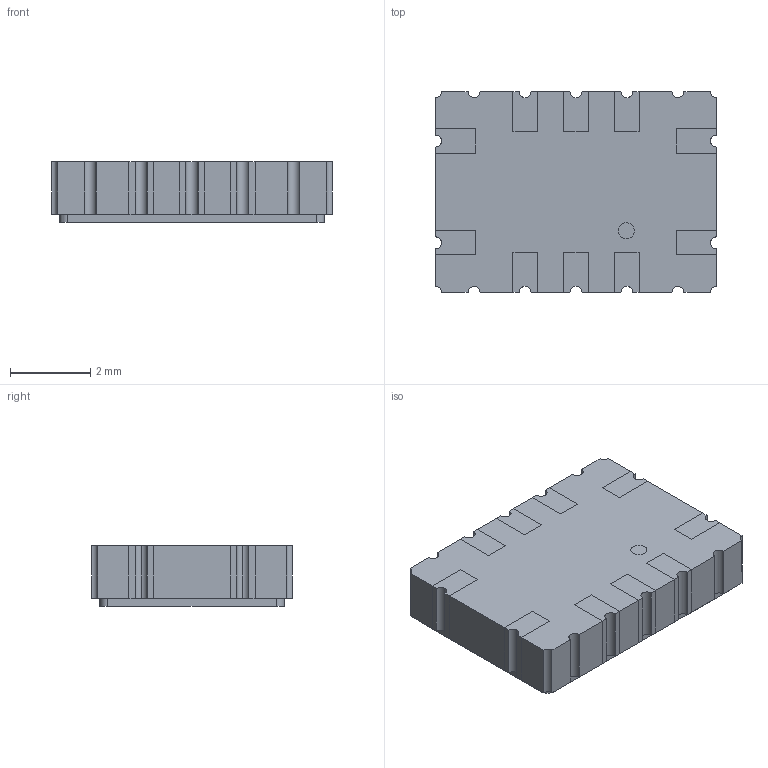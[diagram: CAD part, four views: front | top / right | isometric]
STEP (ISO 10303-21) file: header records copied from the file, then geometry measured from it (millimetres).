
FILE_DESCRIPTION (( 'STEP AP214' ), '1' );
FILE_NAME ('MICS-4514.STEP', '2021-08-21T05:41:59', ( '' ), ( '' ), 'SwSTEP 2.0', 'SolidWorks 2021', '' );
FILE_SCHEMA (( 'AUTOMOTIVE_DESIGN' ));
Length unit declared in the file: millimetre
Products named in the file (1): MICS-4514
Bounding box: 7 x 5 x 1.5 mm (x, y, z)
Volume: 50.3 mm3; surface area: 191.4 mm2
Topology: 12 solids, 12 shells, 229 faces, 538 edges, 352 vertices
Faces by surface type: plane 165, cylinder 64
Entity records: 8193 total; most frequent: DIRECTION 1126, CARTESIAN_POINT 1120, ORIENTED_EDGE 1076, EDGE_CURVE 538, VECTOR 410, LINE 410, AXIS2_PLACEMENT_3D 358, VERTEX_POINT 352
